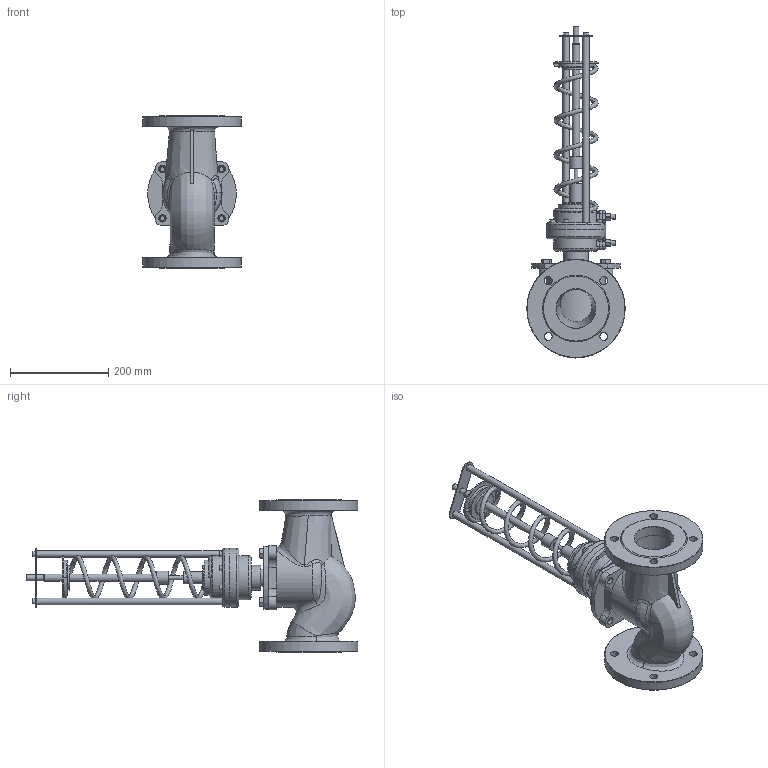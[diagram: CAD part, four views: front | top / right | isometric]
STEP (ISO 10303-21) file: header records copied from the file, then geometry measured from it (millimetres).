
FILE_DESCRIPTION(/* description */ (''),/* implementation_level */ '2;1');
FILE_NAME(/* name */ 'DN80_3D_STEP.stp',/* time_stamp */ '2025-12-17T23:14:59+03:00',/* author */ ('igorr'),/* organization */ (''),/* preprocessor_version */ 'ST-DEVELOPER v20',/* originating_system */ 'Autodesk Inventor 2025',/* authorisation */ '');
FILE_SCHEMA (('AUTOMOTIVE_DESIGN { 1 0 10303 214 3 1 1 }'));
Length unit declared in the file: millimetre
Products named in the file (5): Сборка; Деталь1; Деталь2; AS 1420 - 1973 - M6 x 10; AS 1110 - M12 x 20
Assembly tree (14 placements, depth 2):
  Сборка
    Деталь1
    Деталь2
    AS 1420 - 1973 - M6 x 10  x8
    AS 1110 - M12 x 20  x4
Bounding box: 200 x 674.25 x 310 mm (x, y, z)
Volume: 4272789.9 mm3; surface area: 573900.9 mm2
Topology: 14 solids, 15 shells, 564 faces, 1410 edges, 901 vertices
Faces by surface type: plane 257, cylinder 149, bspline 62, cone 53, torus 35, sphere 8
Full cylindrical faces by diameter (mm): 4.49 x2, 4.902 x1, 6 x8, 7 x17, 8 x1, 9.994 x2, 10 x8, 11 x4, 12 x6, 13.036 x1, 13.497 x1, 15 x6, 16 x8, 18 x4, 25 x1, 27 x1, 35 x1, 50 x3, 72 x1, 80 x2, 90 x2, 120 x1, 200 x2
Entity records: 21950 total; most frequent: CARTESIAN_POINT 12098, ORIENTED_EDGE 1996, DIRECTION 1884, EDGE_CURVE 998, AXIS2_PLACEMENT_3D 768, VERTEX_POINT 643, EDGE_LOOP 477, CIRCLE 389
